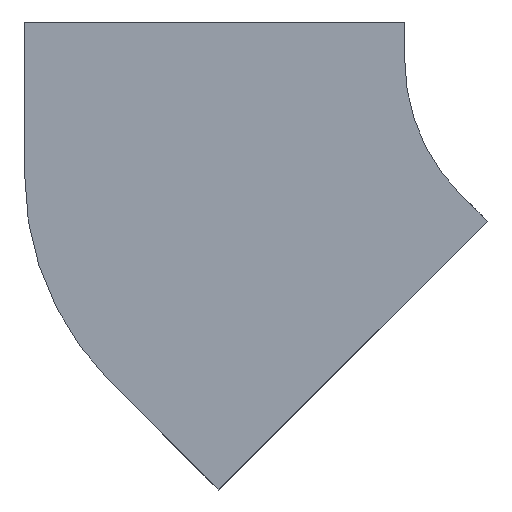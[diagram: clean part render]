
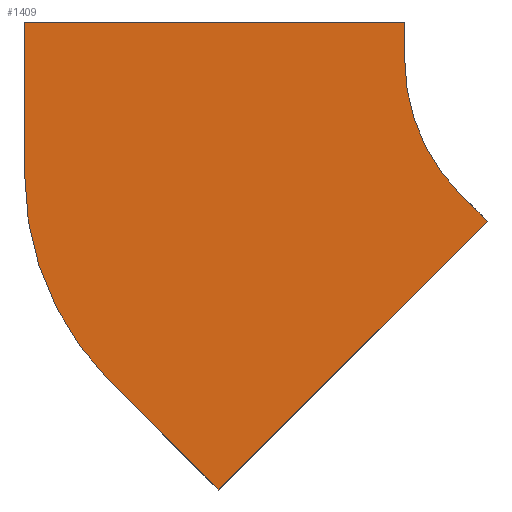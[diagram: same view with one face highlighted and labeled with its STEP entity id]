
A CAD part, front view. The second image highlights one B-rep face of the part: STEP entity #1409.
In plain terms, the highlighted planar face has unit normal (0, -1, 0).
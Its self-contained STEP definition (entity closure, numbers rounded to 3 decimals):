
#80 = ORIENTED_EDGE ( 'NONE', *, *, #1122, .F. ) ;
#81 = ORIENTED_EDGE ( 'NONE', *, *, #1110, .F. ) ;
#82 = ORIENTED_EDGE ( 'NONE', *, *, #1104, .F. ) ;
#83 = ORIENTED_EDGE ( 'NONE', *, *, #1093, .F. ) ;
#84 = ORIENTED_EDGE ( 'NONE', *, *, #1090, .F. ) ;
#85 = ORIENTED_EDGE ( 'NONE', *, *, #1075, .F. ) ;
#86 = ORIENTED_EDGE ( 'NONE', *, *, #1071, .F. ) ;
#87 = ORIENTED_EDGE ( 'NONE', *, *, #1125, .F. ) ;
#298 = DIRECTION ( 'NONE',  ( -0.707, 0., 0.707 ) ) ;
#320 = DIRECTION ( 'NONE',  ( -0.707, 0., -0.707 ) ) ;
#322 = CARTESIAN_POINT ( 'NONE',  ( 3.015, 0., -369.411 ) ) ;
#343 = CARTESIAN_POINT ( 'NONE',  ( 215.147, 0., -157.279 ) ) ;
#347 = DIRECTION ( 'NONE',  ( 0.707, 0., -0.707 ) ) ;
#374 = DIRECTION ( 'NONE',  ( 0., 0., -1. ) ) ;
#375 = DIRECTION ( 'NONE',  ( 0., -1., 0. ) ) ;
#376 = CARTESIAN_POINT ( 'NONE',  ( 300., 0., -30. ) ) ;
#387 = CARTESIAN_POINT ( 'NONE',  ( 150., 0., 0. ) ) ;
#389 = DIRECTION ( 'NONE',  ( 0., 0., -1. ) ) ;
#400 = DIRECTION ( 'NONE',  ( 1., 0., 0. ) ) ;
#401 = CARTESIAN_POINT ( 'NONE',  ( -150., 0., 0. ) ) ;
#411 = CARTESIAN_POINT ( 'NONE',  ( -150., 0., 0. ) ) ;
#414 = DIRECTION ( 'NONE',  ( 0., 0., 1. ) ) ;
#460 = AXIS2_PLACEMENT_3D ( 'NONE', #979, #988, #989 ) ;
#497 = FACE_OUTER_BOUND ( 'NONE', #1741, .T. ) ;
#572 = CARTESIAN_POINT ( 'NONE',  ( 80., 0., -121.127 ) ) ;
#573 = DIRECTION ( 'NONE',  ( 0., 1., 0. ) ) ;
#574 = DIRECTION ( 'NONE',  ( 0., 0., 1. ) ) ;
#758 = CARTESIAN_POINT ( 'NONE',  ( 150., 0., -30. ) ) ;
#762 = CARTESIAN_POINT ( 'NONE',  ( 150., 0., 0. ) ) ;
#774 = CARTESIAN_POINT ( 'NONE',  ( -150., 0., -121.127 ) ) ;
#780 = CARTESIAN_POINT ( 'NONE',  ( -150., 0., 0. ) ) ;
#793 = CARTESIAN_POINT ( 'NONE',  ( 193.934, 0., -136.066 ) ) ;
#799 = CARTESIAN_POINT ( 'NONE',  ( 215.147, 0., -157.279 ) ) ;
#808 = CARTESIAN_POINT ( 'NONE',  ( 3.015, 0., -369.411 ) ) ;
#815 = CARTESIAN_POINT ( 'NONE',  ( -82.635, 0., -283.762 ) ) ;
#979 = CARTESIAN_POINT ( 'NONE',  ( 80., 0., -121.127 ) ) ;
#987 = PLANE ( 'NONE',  #460 ) ;
#988 = DIRECTION ( 'NONE',  ( 0., 1., 0. ) ) ;
#989 = DIRECTION ( 'NONE',  ( 0., 0., 1. ) ) ;
#1064 = CARTESIAN_POINT ( 'NONE',  ( -82.635, 0., -283.762 ) ) ;
#1071 = EDGE_CURVE ( 'NONE', #1269, #1276, #1429, .T. ) ;
#1075 = EDGE_CURVE ( 'NONE', #1276, #1259, #1435, .T. ) ;
#1090 = EDGE_CURVE ( 'NONE', #1259, #1261, #1460, .T. ) ;
#1093 = EDGE_CURVE ( 'NONE', #1261, #1289, #1465, .T. ) ;
#1104 = EDGE_CURVE ( 'NONE', #1289, #1295, #1482, .T. ) ;
#1110 = EDGE_CURVE ( 'NONE', #1295, #1304, #1495, .T. ) ;
#1122 = EDGE_CURVE ( 'NONE', #1304, #1311, #1514, .T. ) ;
#1125 = EDGE_CURVE ( 'NONE', #1311, #1269, #1521, .T. ) ;
#1217 = AXIS2_PLACEMENT_3D ( 'NONE', #376, #375, #374 ) ;
#1227 = AXIS2_PLACEMENT_3D ( 'NONE', #572, #573, #574 ) ;
#1259 = VERTEX_POINT ( 'NONE', #762 ) ;
#1261 = VERTEX_POINT ( 'NONE', #758 ) ;
#1269 = VERTEX_POINT ( 'NONE', #774 ) ;
#1276 = VERTEX_POINT ( 'NONE', #780 ) ;
#1289 = VERTEX_POINT ( 'NONE', #793 ) ;
#1295 = VERTEX_POINT ( 'NONE', #799 ) ;
#1304 = VERTEX_POINT ( 'NONE', #808 ) ;
#1311 = VERTEX_POINT ( 'NONE', #815 ) ;
#1409 = ADVANCED_FACE ( 'NONE', ( #497 ), #987, .F. ) ;
#1429 = LINE ( 'NONE', #411, #1430 ) ;
#1430 = VECTOR ( 'NONE', #414, 1000. ) ;
#1435 = LINE ( 'NONE', #401, #1438 ) ;
#1438 = VECTOR ( 'NONE', #400, 1000. ) ;
#1460 = LINE ( 'NONE', #387, #1464 ) ;
#1464 = VECTOR ( 'NONE', #389, 1000. ) ;
#1465 = CIRCLE ( 'NONE', #1217, 150. ) ;
#1482 = LINE ( 'NONE', #343, #1486 ) ;
#1486 = VECTOR ( 'NONE', #347, 1000. ) ;
#1495 = LINE ( 'NONE', #322, #1498 ) ;
#1498 = VECTOR ( 'NONE', #320, 1000. ) ;
#1514 = LINE ( 'NONE', #1064, #1518 ) ;
#1518 = VECTOR ( 'NONE', #298, 1000. ) ;
#1521 = CIRCLE ( 'NONE', #1227, 230. ) ;
#1741 = EDGE_LOOP ( 'NONE', ( #80, #81, #82, #83, #84, #85, #86, #87 ) ) ;
